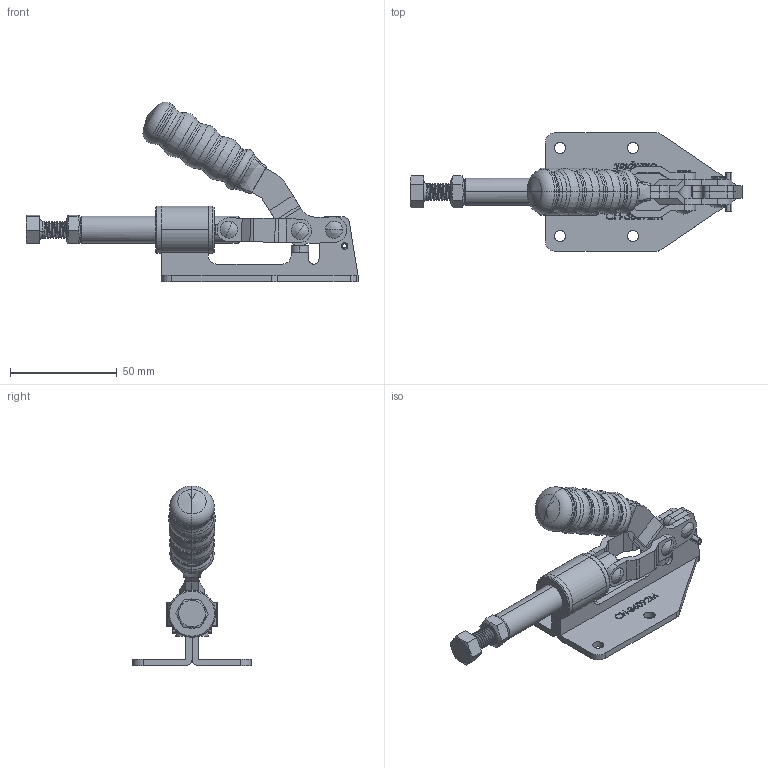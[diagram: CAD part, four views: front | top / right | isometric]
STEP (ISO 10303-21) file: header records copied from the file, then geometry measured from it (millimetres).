
FILE_DESCRIPTION (( 'STEP AP203' ), '1' );
FILE_NAME ('CH-36092M.STEP', '2010-06-07T13:03:39', ( '微软用户' ), ( '微软中国' ), 'SwSTEP 2.0', 'SolidWorks 2008', '' );
FILE_SCHEMA (( 'CONFIG_CONTROL_DESIGN' ));
Length unit declared in the file: millimetre
Products named in the file (14): CH-36092-02 CREST STALK _默认; CH-SA-085012 SPINDLE SUPPLIED_默认; CH-302-FM-09_默认; CH-36092-10_默认; CH-36092-05 LEAD SET_默认; CH-36092-11_默认; CH-36092-01 BASE_默认; CH-36092M; CH-36092-06_默认; CH-36092-04 CONNECTING-PLATE_默认; CH-36092-03 HANDLE_默认; M8 Nut_默认; CH-36092-09_默认; CH-36092-07_默认
Assembly tree (15 placements, depth 2):
  CH-36092M
    CH-36092-05 LEAD SET_默认
    CH-36092-10_默认
    CH-36092-02 CREST STALK _默认
    CH-36092-04 CONNECTING-PLATE_默认  x2
    CH-36092-11_默认
    CH-36092-01 BASE_默认
    CH-36092-07_默认  x2
    CH-36092-06_默认
    CH-36092-09_默认
    M8 Nut_默认
    CH-SA-085012 SPINDLE SUPPLIED_默认
    CH-36092-03 HANDLE_默认
    CH-302-FM-09_默认
Bounding box: 155.19 x 55.6 x 84 mm (x, y, z)
Volume: 60762.1 mm3; surface area: 45784.5 mm2
Topology: 17 solids, 17 shells, 878 faces, 2327 edges, 1506 vertices
Faces by surface type: plane 284, cylinder 273, bspline 206, cone 67, torus 48
Entity records: 41329 total; most frequent: CARTESIAN_POINT 20860, ORIENTED_EDGE 4424, DIRECTION 3232, EDGE_CURVE 2212, VERTEX_POINT 1442, VECTOR 1100, LINE 1100, AXIS2_PLACEMENT_3D 1066
